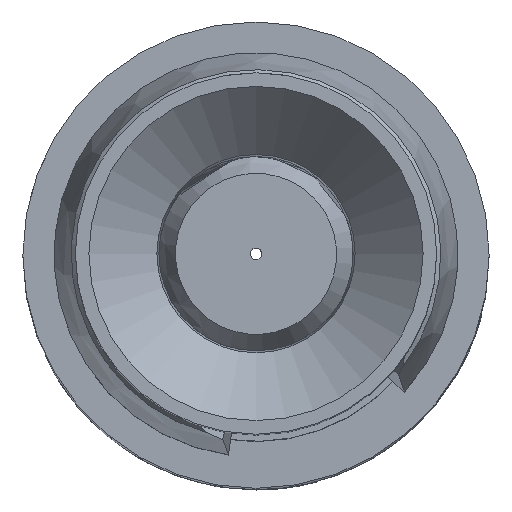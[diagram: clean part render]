
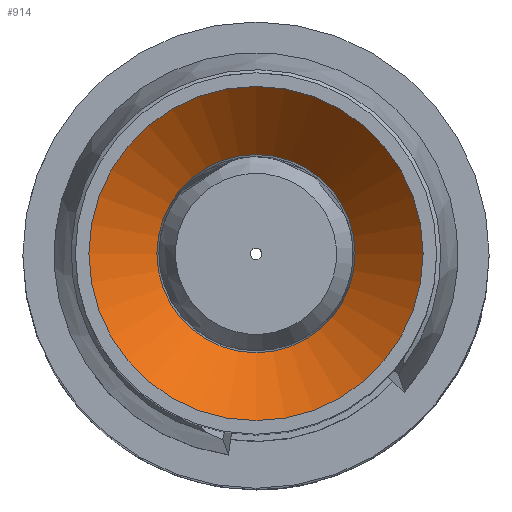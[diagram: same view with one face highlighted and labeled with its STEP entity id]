
A CAD part, top view. The second image highlights one B-rep face of the part: STEP entity #914.
In plain terms, the highlighted face is a revolution surface.
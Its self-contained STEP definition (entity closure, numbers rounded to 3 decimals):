
#734=SURFACE_OF_REVOLUTION('',#771,#752);
#752=AXIS1_PLACEMENT('',#4177,#3015);
#771=(
BOUNDED_CURVE()
B_SPLINE_CURVE(1,(#4175,#4176),.UNSPECIFIED.,.F.,.F.)
B_SPLINE_CURVE_WITH_KNOTS((2,2),(0.,1.),.UNSPECIFIED.)
CURVE()
GEOMETRIC_REPRESENTATION_ITEM()
RATIONAL_B_SPLINE_CURVE((1.,1.))
REPRESENTATION_ITEM('')
);
#914=ADVANCED_FACE('',(#1179,#1180),#734,.T.);
#1046=CIRCLE('',#2771,1.275);
#1047=CIRCLE('',#2772,1.275);
#1048=CIRCLE('',#2773,2.15);
#1179=FACE_BOUND('',#1321,.T.);
#1180=FACE_BOUND('',#1322,.T.);
#1321=EDGE_LOOP('',(#1674));
#1322=EDGE_LOOP('',(#1675,#1676));
#1674=ORIENTED_EDGE('',*,*,#2328,.T.);
#1675=ORIENTED_EDGE('',*,*,#2327,.F.);
#1676=ORIENTED_EDGE('',*,*,#2326,.F.);
#2088=VERTEX_POINT('',#4167);
#2089=VERTEX_POINT('',#4168);
#2090=VERTEX_POINT('',#4174);
#2326=EDGE_CURVE('',#2088,#2089,#1046,.T.);
#2327=EDGE_CURVE('',#2089,#2088,#1047,.T.);
#2328=EDGE_CURVE('',#2090,#2090,#1048,.T.);
#2771=AXIS2_PLACEMENT_3D('',#4166,#3008,#3009);
#2772=AXIS2_PLACEMENT_3D('',#4169,#3010,#3011);
#2773=AXIS2_PLACEMENT_3D('',#4173,#3013,#3014);
#3008=DIRECTION('',(0.,0.,1.));
#3009=DIRECTION('',(0.,-1.,0.));
#3010=DIRECTION('',(0.,0.,1.));
#3011=DIRECTION('',(0.,1.,0.));
#3013=DIRECTION('',(0.,0.,1.));
#3014=DIRECTION('',(0.,1.,0.));
#3015=DIRECTION('',(0.,0.,1.));
#4166=CARTESIAN_POINT('',(0.,0.,35.225));
#4167=CARTESIAN_POINT('',(0.,-1.275,35.225));
#4168=CARTESIAN_POINT('',(0.,1.275,35.225));
#4169=CARTESIAN_POINT('',(0.,0.,35.225));
#4173=CARTESIAN_POINT('',(0.,0.,36.1));
#4174=CARTESIAN_POINT('',(0.,2.15,36.1));
#4175=CARTESIAN_POINT('',(0.,2.257,36.208));
#4176=CARTESIAN_POINT('',(0.,1.148,35.098));
#4177=CARTESIAN_POINT('',(0.,0.,35.653));
